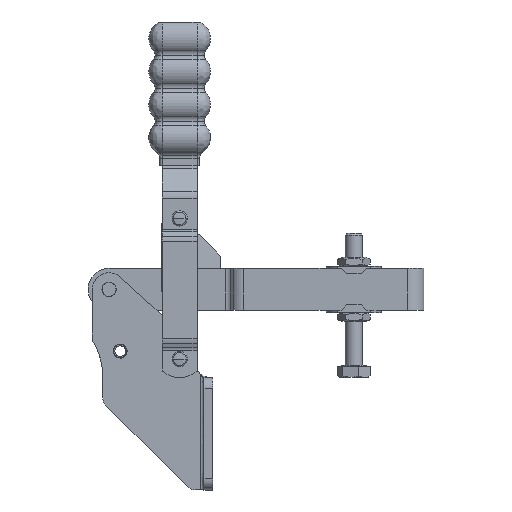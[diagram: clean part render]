
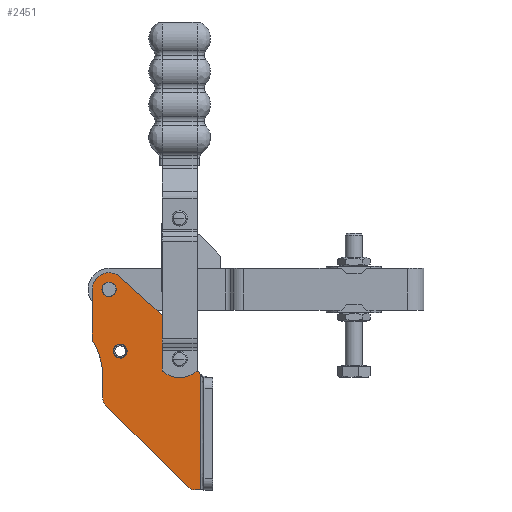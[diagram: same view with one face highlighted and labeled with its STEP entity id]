
A CAD part, top view. The second image highlights one B-rep face of the part: STEP entity #2451.
In plain terms, the highlighted free-form (B-spline) face has degree [1, 1] with [2, 2] control points.
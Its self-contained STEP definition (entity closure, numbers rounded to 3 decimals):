
#363=CARTESIAN_POINT('',(112.416,133.819,4.));
#364=VERTEX_POINT('',#363);
#380=CARTESIAN_POINT('',(118.916,133.819,4.));
#381=VERTEX_POINT('',#380);
#388=CARTESIAN_POINT('',(115.666,133.819,4.));
#389=DIRECTION('',(0.0,0.0,1.0));
#390=DIRECTION('',(-1.0,0.0,0.0));
#391=AXIS2_PLACEMENT_3D('',#388,#389,#390);
#392=CIRCLE('',#391,3.25);
#393=EDGE_CURVE('',#381,#364,#392,.T.);
#426=CARTESIAN_POINT('',(142.943,102.219,4.));
#427=VERTEX_POINT('',#426);
#443=CARTESIAN_POINT('',(152.468,102.219,4.));
#444=VERTEX_POINT('',#443);
#451=CARTESIAN_POINT('',(147.706,102.219,4.));
#452=DIRECTION('',(0.0,0.0,1.0));
#453=DIRECTION('',(-1.0,0.0,0.0));
#454=AXIS2_PLACEMENT_3D('',#451,#452,#453);
#455=CIRCLE('',#454,4.763);
#456=EDGE_CURVE('',#444,#427,#455,.T.);
#676=CARTESIAN_POINT('',(123.901,105.819,4.));
#677=VERTEX_POINT('',#676);
#686=CARTESIAN_POINT('',(123.876,106.217,4.));
#687=VERTEX_POINT('',#686);
#688=CARTESIAN_POINT('',(120.726,105.819,4.));
#689=DIRECTION('',(0.0,0.0,1.0));
#690=DIRECTION('',(-1.0,0.0,0.0));
#691=AXIS2_PLACEMENT_3D('',#688,#689,#690);
#692=CIRCLE('',#691,3.175);
#693=EDGE_CURVE('',#677,#687,#692,.T.);
#1103=CARTESIAN_POINT('',(120.726,102.644,4.));
#1104=VERTEX_POINT('',#1103);
#1111=CARTESIAN_POINT('',(123.876,105.421,4.));
#1112=VERTEX_POINT('',#1111);
#1113=CARTESIAN_POINT('',(120.726,105.819,4.));
#1114=DIRECTION('',(0.0,0.0,1.0));
#1115=DIRECTION('',(-1.0,0.0,0.0));
#1116=AXIS2_PLACEMENT_3D('',#1113,#1114,#1115);
#1117=CIRCLE('',#1116,3.175);
#1118=EDGE_CURVE('',#1104,#1112,#1117,.T.);
#1135=CARTESIAN_POINT('',(120.726,108.994,4.));
#1136=VERTEX_POINT('',#1135);
#1150=CARTESIAN_POINT('',(120.726,105.819,4.));
#1151=DIRECTION('',(0.0,0.0,1.0));
#1152=DIRECTION('',(-1.0,0.0,0.0));
#1153=AXIS2_PLACEMENT_3D('',#1150,#1151,#1152);
#1154=CIRCLE('',#1153,3.175);
#1155=EDGE_CURVE('',#687,#1136,#1154,.T.);
#1166=CARTESIAN_POINT('',(120.726,105.819,4.));
#1167=DIRECTION('',(0.0,0.0,1.0));
#1168=DIRECTION('',(-1.0,0.0,0.0));
#1169=AXIS2_PLACEMENT_3D('',#1166,#1167,#1168);
#1170=CIRCLE('',#1169,3.175);
#1171=EDGE_CURVE('',#1136,#1104,#1170,.T.);
#1434=CARTESIAN_POINT('',(120.726,105.819,4.));
#1435=DIRECTION('',(0.0,0.0,1.0));
#1436=DIRECTION('',(-1.0,0.0,0.0));
#1437=AXIS2_PLACEMENT_3D('',#1434,#1435,#1436);
#1438=CIRCLE('',#1437,3.175);
#1439=EDGE_CURVE('',#1112,#677,#1438,.T.);
#1630=CARTESIAN_POINT('',(157.225,95.249,4.));
#1631=VERTEX_POINT('',#1630);
#1756=CARTESIAN_POINT('',(157.225,42.819,4.));
#1757=VERTEX_POINT('',#1756);
#1781=CARTESIAN_POINT('',(157.225,95.249,4.));
#1782=DIRECTION('',(0.0,-1.0,0.0));
#1783=VECTOR('',#1782,52.43);
#1784=LINE('',#1781,#1783);
#1785=EDGE_CURVE('',#1631,#1757,#1784,.T.);
#2177=CARTESIAN_POINT('',(154.726,42.819,4.));
#2178=VERTEX_POINT('',#2177);
#2179=CARTESIAN_POINT('',(154.726,42.819,4.));
#2180=DIRECTION('',(1.0,0.0,0.0));
#2181=VECTOR('',#2180,2.5);
#2182=LINE('',#2179,#2181);
#2183=EDGE_CURVE('',#2178,#1757,#2182,.T.);
#2323=CARTESIAN_POINT('',(108.101,141.384,4.));
#2324=CARTESIAN_POINT('',(157.225,141.384,4.));
#2325=CARTESIAN_POINT('',(108.101,42.819,4.));
#2326=CARTESIAN_POINT('',(157.225,42.819,4.));
#2327=B_SPLINE_SURFACE_WITH_KNOTS('',1,1,((#2323,#2325),(#2324,#2326)),.UNSPECIFIED.,.F.,.F.,.U.,(2,2),(2,2),(0.0,49.125),(0.0,98.565),.UNSPECIFIED.);
#2328=ORIENTED_EDGE('',*,*,#1785,.F.);
#2329=CARTESIAN_POINT('',(155.726,98.819,4.));
#2330=VERTEX_POINT('',#2329);
#2331=CARTESIAN_POINT('',(160.726,98.819,4.));
#2332=DIRECTION('',(0.0,0.0,-1.0));
#2333=DIRECTION('',(1.0,0.0,0.0));
#2334=AXIS2_PLACEMENT_3D('',#2331,#2332,#2333);
#2335=CIRCLE('',#2334,5.0);
#2336=EDGE_CURVE('',#1631,#2330,#2335,.T.);
#2337=ORIENTED_EDGE('',*,*,#2336,.T.);
#2338=CARTESIAN_POINT('',(155.726,104.28,4.));
#2339=VERTEX_POINT('',#2338);
#2340=CARTESIAN_POINT('',(155.726,98.819,4.));
#2341=DIRECTION('',(0.0,1.0,0.0));
#2342=VECTOR('',#2341,5.461);
#2343=LINE('',#2340,#2342);
#2344=EDGE_CURVE('',#2330,#2339,#2343,.T.);
#2345=ORIENTED_EDGE('',*,*,#2344,.T.);
#2346=CARTESIAN_POINT('',(153.079,110.225,4.));
#2347=VERTEX_POINT('',#2346);
#2348=CARTESIAN_POINT('',(147.726,104.28,4.));
#2349=DIRECTION('',(0.0,0.0,1.0));
#2350=DIRECTION('',(1.0,0.0,0.0));
#2351=AXIS2_PLACEMENT_3D('',#2348,#2349,#2350);
#2352=CIRCLE('',#2351,8.);
#2353=EDGE_CURVE('',#2339,#2347,#2352,.T.);
#2354=ORIENTED_EDGE('',*,*,#2353,.T.);
#2355=CARTESIAN_POINT('',(119.951,140.054,4.));
#2356=VERTEX_POINT('',#2355);
#2357=CARTESIAN_POINT('',(153.079,110.225,4.));
#2358=DIRECTION('',(-0.743,0.669,0.0));
#2359=VECTOR('',#2358,44.578);
#2360=LINE('',#2357,#2359);
#2361=EDGE_CURVE('',#2347,#2356,#2360,.T.);
#2362=ORIENTED_EDGE('',*,*,#2361,.T.);
#2363=CARTESIAN_POINT('',(108.101,133.819,4.));
#2364=VERTEX_POINT('',#2363);
#2365=CARTESIAN_POINT('',(115.666,133.819,4.));
#2366=DIRECTION('',(0.,0.,1.0));
#2367=DIRECTION('',(0.566,0.824,0.));
#2368=AXIS2_PLACEMENT_3D('',#2365,#2366,#2367);
#2369=CIRCLE('',#2368,7.565);
#2370=EDGE_CURVE('',#2356,#2364,#2369,.T.);
#2371=ORIENTED_EDGE('',*,*,#2370,.T.);
#2372=CARTESIAN_POINT('',(108.101,110.819,4.));
#2373=VERTEX_POINT('',#2372);
#2374=CARTESIAN_POINT('',(108.101,133.819,4.));
#2375=DIRECTION('',(0.0,-1.0,0.0));
#2376=VECTOR('',#2375,23.);
#2377=LINE('',#2374,#2376);
#2378=EDGE_CURVE('',#2364,#2373,#2377,.T.);
#2379=ORIENTED_EDGE('',*,*,#2378,.T.);
#2380=CARTESIAN_POINT('',(112.726,94.816,4.));
#2381=VERTEX_POINT('',#2380);
#2382=CARTESIAN_POINT('',(82.726,94.816,4.));
#2383=DIRECTION('',(0.0,0.0,-1.0));
#2384=DIRECTION('',(-1.0,0.0,0.0));
#2385=AXIS2_PLACEMENT_3D('',#2382,#2383,#2384);
#2386=CIRCLE('',#2385,30.);
#2387=EDGE_CURVE('',#2373,#2381,#2386,.T.);
#2388=ORIENTED_EDGE('',*,*,#2387,.T.);
#2389=CARTESIAN_POINT('',(112.726,84.819,4.));
#2390=VERTEX_POINT('',#2389);
#2391=CARTESIAN_POINT('',(112.726,94.816,4.));
#2392=DIRECTION('',(0.0,-1.0,0.0));
#2393=VECTOR('',#2392,9.997);
#2394=LINE('',#2391,#2393);
#2395=EDGE_CURVE('',#2381,#2390,#2394,.T.);
#2396=ORIENTED_EDGE('',*,*,#2395,.T.);
#2397=CARTESIAN_POINT('',(114.19,81.284,4.));
#2398=VERTEX_POINT('',#2397);
#2399=CARTESIAN_POINT('',(117.726,84.819,4.));
#2400=DIRECTION('',(0.0,0.0,1.0));
#2401=DIRECTION('',(-1.0,0.0,0.0));
#2402=AXIS2_PLACEMENT_3D('',#2399,#2400,#2401);
#2403=CIRCLE('',#2402,5.0);
#2404=EDGE_CURVE('',#2390,#2398,#2403,.T.);
#2405=ORIENTED_EDGE('',*,*,#2404,.T.);
#2406=CARTESIAN_POINT('',(151.19,44.284,4.));
#2407=VERTEX_POINT('',#2406);
#2408=CARTESIAN_POINT('',(114.19,81.284,4.));
#2409=DIRECTION('',(0.707,-0.707,0.0));
#2410=VECTOR('',#2409,52.326);
#2411=LINE('',#2408,#2410);
#2412=EDGE_CURVE('',#2398,#2407,#2411,.T.);
#2413=ORIENTED_EDGE('',*,*,#2412,.T.);
#2414=CARTESIAN_POINT('',(154.726,47.819,4.));
#2415=DIRECTION('',(0.,0.,1.));
#2416=DIRECTION('',(-0.707,-0.707,0.));
#2417=AXIS2_PLACEMENT_3D('',#2414,#2415,#2416);
#2418=CIRCLE('',#2417,5.);
#2419=EDGE_CURVE('',#2407,#2178,#2418,.T.);
#2420=ORIENTED_EDGE('',*,*,#2419,.T.);
#2421=ORIENTED_EDGE('',*,*,#2183,.T.);
#2422=EDGE_LOOP('',(#2328,#2337,#2345,#2354,#2362,#2371,#2379,#2388,#2396,#2405,#2413,#2420,#2421));
#2423=FACE_OUTER_BOUND('',#2422,.T.);
#2424=ORIENTED_EDGE('',*,*,#456,.F.);
#2425=CARTESIAN_POINT('',(147.706,102.219,4.));
#2426=DIRECTION('',(0.0,0.0,1.0));
#2427=DIRECTION('',(-1.0,0.0,0.0));
#2428=AXIS2_PLACEMENT_3D('',#2425,#2426,#2427);
#2429=CIRCLE('',#2428,4.763);
#2430=EDGE_CURVE('',#427,#444,#2429,.T.);
#2431=ORIENTED_EDGE('',*,*,#2430,.F.);
#2432=EDGE_LOOP('',(#2424,#2431));
#2433=FACE_BOUND('',#2432,.T.);
#2434=ORIENTED_EDGE('',*,*,#393,.F.);
#2435=CARTESIAN_POINT('',(115.666,133.819,4.));
#2436=DIRECTION('',(0.0,0.0,1.0));
#2437=DIRECTION('',(-1.0,0.0,0.0));
#2438=AXIS2_PLACEMENT_3D('',#2435,#2436,#2437);
#2439=CIRCLE('',#2438,3.25);
#2440=EDGE_CURVE('',#364,#381,#2439,.T.);
#2441=ORIENTED_EDGE('',*,*,#2440,.F.);
#2442=EDGE_LOOP('',(#2434,#2441));
#2443=FACE_BOUND('',#2442,.T.);
#2444=ORIENTED_EDGE('',*,*,#1439,.F.);
#2445=ORIENTED_EDGE('',*,*,#1118,.F.);
#2446=ORIENTED_EDGE('',*,*,#1171,.F.);
#2447=ORIENTED_EDGE('',*,*,#1155,.F.);
#2448=ORIENTED_EDGE('',*,*,#693,.F.);
#2449=EDGE_LOOP('',(#2444,#2445,#2446,#2447,#2448));
#2450=FACE_BOUND('',#2449,.T.);
#2451=ADVANCED_FACE('',(#2423,#2433,#2443,#2450),#2327,.F.);
